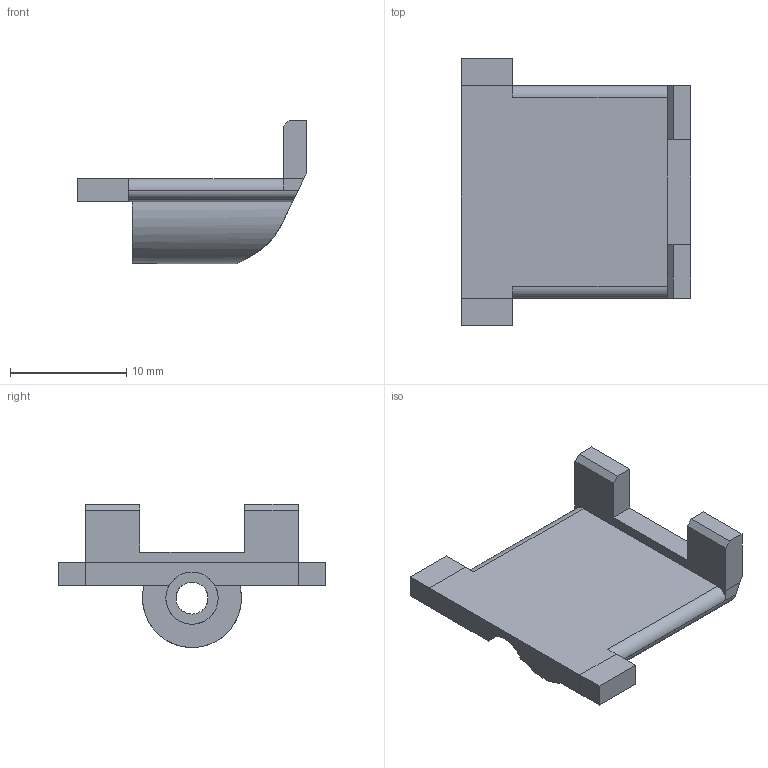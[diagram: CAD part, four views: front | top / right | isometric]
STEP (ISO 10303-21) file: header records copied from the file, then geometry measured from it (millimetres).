
FILE_DESCRIPTION(/* description */ (''),/* implementation_level */ '2;1');
FILE_NAME(/* name */ 'MAIN_PCB_FASTENING v1.step',/* time_stamp */ '2020-03-10T16:29:59+01:00',/* author */ (''),/* organization */ (''),/* preprocessor_version */ 'ST-DEVELOPER v18',/* originating_system */ 'Autodesk Translation Framework v8.12.0.6',/* authorisation */ '');
FILE_SCHEMA (('AUTOMOTIVE_DESIGN { 1 0 10303 214 3 1 1 }'));
Length unit declared in the file: millimetre
Products named in the file (1): MAIN_PCB_FASTENING
Bounding box: 19.7 x 23 x 12.3 mm (x, y, z)
Volume: 1124.8 mm3; surface area: 1324 mm2
Topology: 1 solids, 1 shells, 41 faces, 117 edges, 77 vertices
Faces by surface type: plane 32, cylinder 8, bspline 1
Full cylindrical faces by diameter (mm): 2.75 x1, 4.5 x1
Entity records: 1452 total; most frequent: CARTESIAN_POINT 323, ORIENTED_EDGE 234, DIRECTION 218, EDGE_CURVE 117, LINE 94, VECTOR 94, VERTEX_POINT 77, AXIS2_PLACEMENT_3D 62
